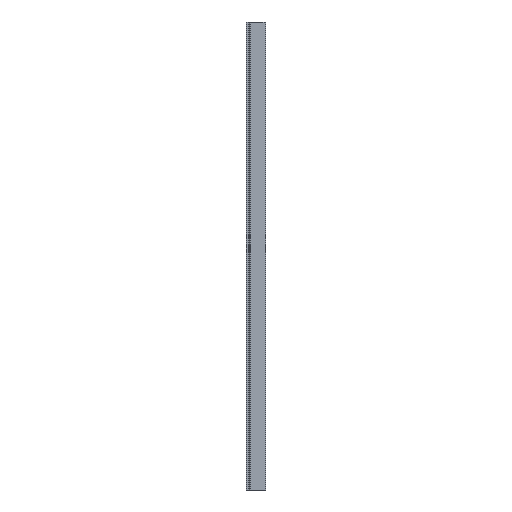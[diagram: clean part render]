
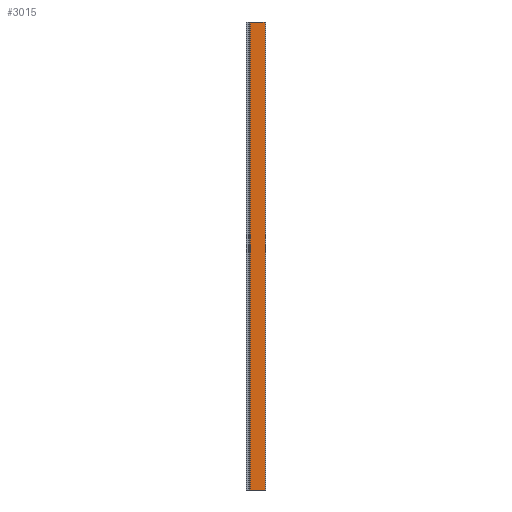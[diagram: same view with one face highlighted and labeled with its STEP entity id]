
A CAD part, left-side view. The second image highlights one B-rep face of the part: STEP entity #3015.
In plain terms, the highlighted planar face has unit normal (-1, 0, 0).
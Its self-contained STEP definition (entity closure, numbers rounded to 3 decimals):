
#12 = EDGE_CURVE ( 'NONE', #99, #2834, #1529, .T. ) ;
#39 = CARTESIAN_POINT ( 'NONE',  ( 0., 2.6, 0. ) ) ;
#90 = CARTESIAN_POINT ( 'NONE',  ( 0., 3.1, 2000. ) ) ;
#99 = VERTEX_POINT ( 'NONE', #90 ) ;
#245 = PLANE ( 'NONE',  #2080 ) ;
#261 = DIRECTION ( 'NONE',  ( 0., -1., 0. ) ) ;
#291 = EDGE_CURVE ( 'NONE', #99, #1533, #1821, .T. ) ;
#322 = LINE ( 'NONE', #39, #1301 ) ;
#482 = CARTESIAN_POINT ( 'NONE',  ( 0., 66.993, 0. ) ) ;
#685 = EDGE_CURVE ( 'NONE', #2913, #2834, #322, .T. ) ;
#784 = DIRECTION ( 'NONE',  ( 0., 0., -1. ) ) ;
#789 = EDGE_CURVE ( 'NONE', #1533, #2913, #2427, .T. ) ;
#878 = ORIENTED_EDGE ( 'NONE', *, *, #291, .T. ) ;
#1024 = FACE_OUTER_BOUND ( 'NONE', #2831, .T. ) ;
#1074 = CARTESIAN_POINT ( 'NONE',  ( 0., 62.6, 0. ) ) ;
#1213 = VECTOR ( 'NONE', #784, 1000. ) ;
#1301 = VECTOR ( 'NONE', #261, 1000. ) ;
#1305 = CARTESIAN_POINT ( 'NONE',  ( 0., 66.993, 2000. ) ) ;
#1315 = CARTESIAN_POINT ( 'NONE',  ( 0., 3.1, 0. ) ) ;
#1318 = DIRECTION ( 'NONE',  ( 0., 0., 1. ) ) ;
#1433 = ORIENTED_EDGE ( 'NONE', *, *, #12, .F. ) ;
#1529 = LINE ( 'NONE', #1315, #1213 ) ;
#1533 = VERTEX_POINT ( 'NONE', #1305 ) ;
#1702 = CARTESIAN_POINT ( 'NONE',  ( 0., 3.1, 0. ) ) ;
#1779 = VECTOR ( 'NONE', #2914, 1000. ) ;
#1821 = LINE ( 'NONE', #2812, #2150 ) ;
#2080 = AXIS2_PLACEMENT_3D ( 'NONE', #1074, #2805, #1318 ) ;
#2111 = ORIENTED_EDGE ( 'NONE', *, *, #685, .T. ) ;
#2150 = VECTOR ( 'NONE', #2847, 1000. ) ;
#2427 = LINE ( 'NONE', #2901, #1779 ) ;
#2453 = ORIENTED_EDGE ( 'NONE', *, *, #789, .T. ) ;
#2805 = DIRECTION ( 'NONE',  ( -1., 0., 0. ) ) ;
#2812 = CARTESIAN_POINT ( 'NONE',  ( 0., 80.1, 2000. ) ) ;
#2831 = EDGE_LOOP ( 'NONE', ( #1433, #878, #2453, #2111 ) ) ;
#2834 = VERTEX_POINT ( 'NONE', #1702 ) ;
#2847 = DIRECTION ( 'NONE',  ( 0., 1., 0. ) ) ;
#2901 = CARTESIAN_POINT ( 'NONE',  ( 0., 66.993, 0. ) ) ;
#2913 = VERTEX_POINT ( 'NONE', #482 ) ;
#2914 = DIRECTION ( 'NONE',  ( 0., 0., -1. ) ) ;
#3015 = ADVANCED_FACE ( 'NONE', ( #1024 ), #245, .T. ) ;
